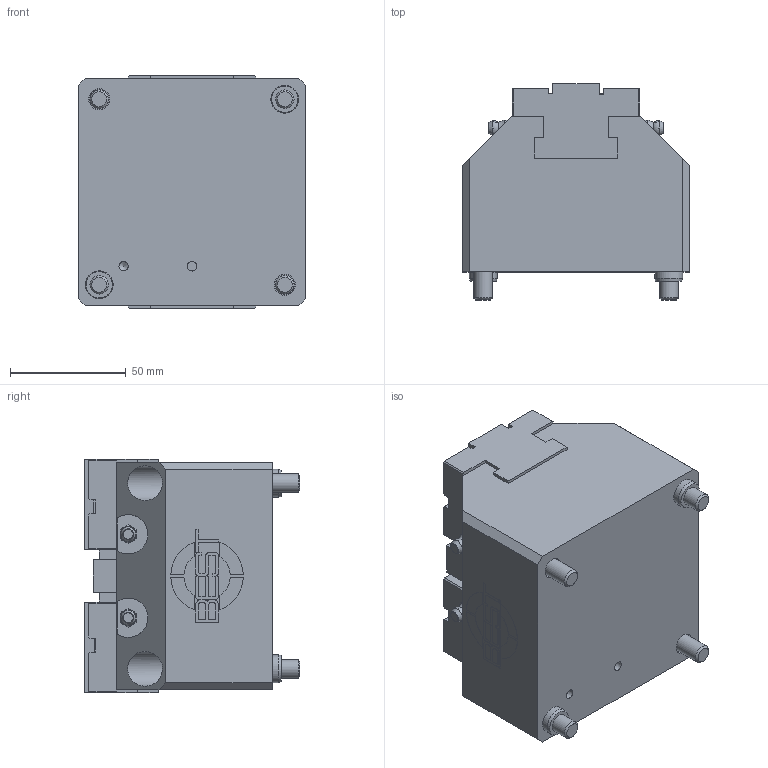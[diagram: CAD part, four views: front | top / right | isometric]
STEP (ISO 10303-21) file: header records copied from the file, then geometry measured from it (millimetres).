
FILE_DESCRIPTION((''),'2;1');
FILE_NAME('150-0100-005-Kunde.stp','2012-10-12T15:23:45',('adam'),(''),'Autodesk Inventor 2012','Autodesk Inventor 2012','');
FILE_SCHEMA(('AUTOMOTIVE_DESIGN { 1 0 10303 214 1 1 1 1 }'));
Length unit declared in the file: millimetre
Products named in the file (1): 150-0100-005-Kunde_Konturvereinfachung_1
Bounding box: 98 x 93 x 100.6 mm (x, y, z)
Volume: 635602.8 mm3; surface area: 71741.8 mm2
Topology: 1 solids, 3 shells, 558 faces, 1389 edges, 870 vertices
Faces by surface type: plane 359, cylinder 112, cone 65, torus 18, sphere 4
Full cylindrical faces by diameter (mm): 4 x1, 4.134 x3, 4.917 x16, 8 x6, 9 x4, 12 x2, 13 x4, 15 x4
Entity records: 16267 total; most frequent: CARTESIAN_POINT 2935, DIRECTION 2590, ORIENTED_EDGE 2576, EDGE_CURVE 1288, VECTOR 864, LINE 864, AXIS2_PLACEMENT_3D 863, VERTEX_POINT 848
